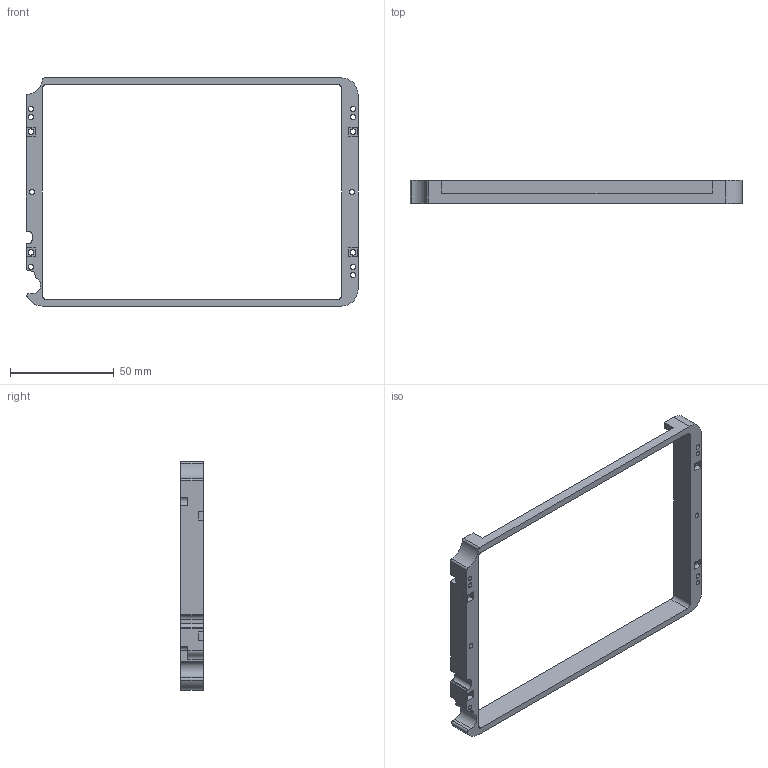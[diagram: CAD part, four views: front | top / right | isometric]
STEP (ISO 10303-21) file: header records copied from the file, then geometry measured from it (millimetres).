
FILE_DESCRIPTION (( 'STEP AP214' ), '1' );
FILE_NAME ('okolab_H301-K-FRAME_riser_custom_v1.0.STEP', '2025-11-14T21:32:32', ( '' ), ( '' ), 'SwSTEP 2.0', 'SolidWorks 2025', '' );
FILE_SCHEMA (( 'AUTOMOTIVE_DESIGN' ));
Length unit declared in the file: millimetre
Products named in the file (1): okolab_H301-K-FRAME_riser_custom_v1.0
Bounding box: 159.7 x 11 x 109.7 mm (x, y, z)
Volume: 23461.8 mm3; surface area: 15899.2 mm2
Topology: 1 solids, 1 shells, 143 faces, 378 edges, 240 vertices
Faces by surface type: cylinder 64, plane 55, cone 24
Entity records: 4467 total; most frequent: DIRECTION 802, CARTESIAN_POINT 754, ORIENTED_EDGE 740, EDGE_CURVE 370, AXIS2_PLACEMENT_3D 288, VERTEX_POINT 240, VECTOR 226, LINE 226
